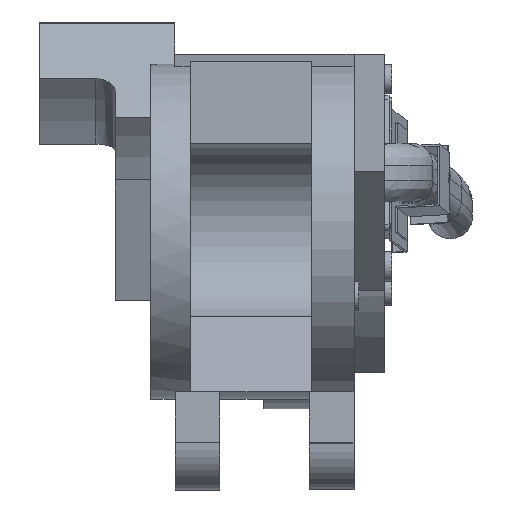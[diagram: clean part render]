
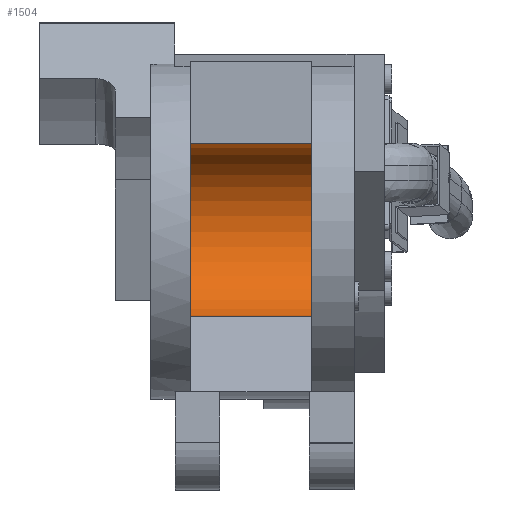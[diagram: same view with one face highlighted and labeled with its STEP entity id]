
A CAD part, front view. The second image highlights one B-rep face of the part: STEP entity #1504.
In plain terms, the highlighted cylindrical face has radius 90 mm (diameter 180 mm), a partial arc.
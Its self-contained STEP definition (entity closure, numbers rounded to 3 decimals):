
#311 = FACE_OUTER_BOUND ( 'NONE', #4753, .T. ) ;
#645 = DIRECTION ( 'NONE',  ( 1., 0., 0. ) ) ;
#715 = ORIENTED_EDGE ( 'NONE', *, *, #8359, .T. ) ;
#962 = EDGE_CURVE ( 'NONE', #4097, #8794, #8341, .T. ) ;
#1504 = ADVANCED_FACE ( 'NONE', ( #311 ), #3958, .F. ) ;
#1637 = EDGE_CURVE ( 'NONE', #4097, #6367, #3582, .T. ) ;
#1641 = VECTOR ( 'NONE', #8282, 1000. ) ;
#2307 = ORIENTED_EDGE ( 'NONE', *, *, #1637, .F. ) ;
#2403 = VECTOR ( 'NONE', #8470, 1000. ) ;
#2511 = DIRECTION ( 'NONE',  ( 0., 0., -1. ) ) ;
#2928 = CARTESIAN_POINT ( 'NONE',  ( 169., 0., -90. ) ) ;
#3582 = CIRCLE ( 'NONE', #8174, 90. ) ;
#3804 = EDGE_CURVE ( 'NONE', #5607, #6367, #6948, .T. ) ;
#3958 = CYLINDRICAL_SURFACE ( 'NONE', #5305, 90. ) ;
#4002 = DIRECTION ( 'NONE',  ( 1., 0., 0. ) ) ;
#4097 = VERTEX_POINT ( 'NONE', #4536 ) ;
#4180 = CARTESIAN_POINT ( 'NONE',  ( 292., 0., -90. ) ) ;
#4536 = CARTESIAN_POINT ( 'NONE',  ( 169., 0., -90. ) ) ;
#4605 = CARTESIAN_POINT ( 'NONE',  ( 292., 0., 90. ) ) ;
#4672 = CARTESIAN_POINT ( 'NONE',  ( 169., 0., 0. ) ) ;
#4753 = EDGE_LOOP ( 'NONE', ( #2307, #8801, #715, #6328 ) ) ;
#5305 = AXIS2_PLACEMENT_3D ( 'NONE', #5860, #5955, #2511 ) ;
#5546 = CARTESIAN_POINT ( 'NONE',  ( 230.5, 0., 90. ) ) ;
#5607 = VERTEX_POINT ( 'NONE', #4605 ) ;
#5669 = CARTESIAN_POINT ( 'NONE',  ( 169., 0., 90. ) ) ;
#5860 = CARTESIAN_POINT ( 'NONE',  ( 169., 0., 0. ) ) ;
#5955 = DIRECTION ( 'NONE',  ( 1., 0., 0. ) ) ;
#6195 = DIRECTION ( 'NONE',  ( 0., 0., -1. ) ) ;
#6328 = ORIENTED_EDGE ( 'NONE', *, *, #3804, .T. ) ;
#6367 = VERTEX_POINT ( 'NONE', #5669 ) ;
#6765 = DIRECTION ( 'NONE',  ( 0., 0., -1. ) ) ;
#6948 = LINE ( 'NONE', #5546, #1641 ) ;
#7774 = CIRCLE ( 'NONE', #8503, 90. ) ;
#8174 = AXIS2_PLACEMENT_3D ( 'NONE', #4672, #4002, #6765 ) ;
#8253 = CARTESIAN_POINT ( 'NONE',  ( 292., 0., 0. ) ) ;
#8282 = DIRECTION ( 'NONE',  ( -1., 0., 0. ) ) ;
#8341 = LINE ( 'NONE', #2928, #2403 ) ;
#8359 = EDGE_CURVE ( 'NONE', #8794, #5607, #7774, .T. ) ;
#8470 = DIRECTION ( 'NONE',  ( 1., 0., 0. ) ) ;
#8503 = AXIS2_PLACEMENT_3D ( 'NONE', #8253, #645, #6195 ) ;
#8794 = VERTEX_POINT ( 'NONE', #4180 ) ;
#8801 = ORIENTED_EDGE ( 'NONE', *, *, #962, .T. ) ;
